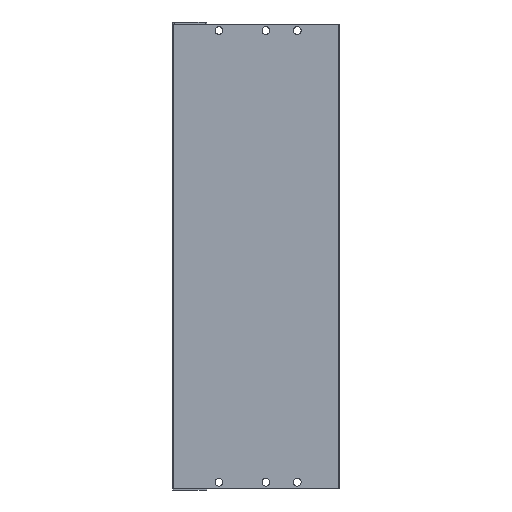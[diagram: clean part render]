
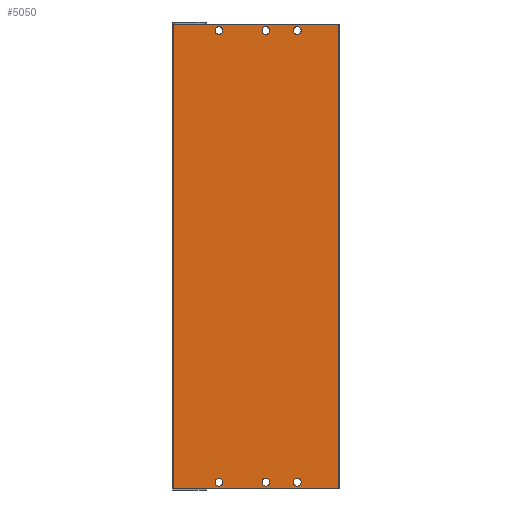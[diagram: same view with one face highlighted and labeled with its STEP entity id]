
A CAD part, front view. The second image highlights one B-rep face of the part: STEP entity #5050.
In plain terms, the highlighted planar face has unit normal (0, -1, 0).
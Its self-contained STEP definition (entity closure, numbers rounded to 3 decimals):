
#1 = CARTESIAN_POINT ( 'NONE',  ( 79.7, 0., -4. ) ) ;
#95 = CARTESIAN_POINT ( 'NONE',  ( 29.7, 0., -1.5 ) ) ;
#153 = EDGE_CURVE ( 'NONE', #589, #12243, #13460, .T. ) ;
#235 = CIRCLE ( 'NONE', #8915, 2.5 ) ;
#264 = CARTESIAN_POINT ( 'NONE',  ( 29.7, 0., -6.5 ) ) ;
#297 = CIRCLE ( 'NONE', #6363, 2.5 ) ;
#420 = CARTESIAN_POINT ( 'NONE',  ( 59.7, 0., -4. ) ) ;
#582 = DIRECTION ( 'NONE',  ( 0., 1., 0. ) ) ;
#589 = VERTEX_POINT ( 'NONE', #5010 ) ;
#817 = FACE_BOUND ( 'NONE', #2805, .T. ) ;
#975 = ORIENTED_EDGE ( 'NONE', *, *, #9535, .T. ) ;
#1056 = EDGE_LOOP ( 'NONE', ( #4382, #13464 ) ) ;
#1069 = AXIS2_PLACEMENT_3D ( 'NONE', #9453, #8570, #2392 ) ;
#1081 = VECTOR ( 'NONE', #13176, 1000. ) ;
#1155 = DIRECTION ( 'NONE',  ( 0., 0., -1. ) ) ;
#1379 = VERTEX_POINT ( 'NONE', #8059 ) ;
#1588 = AXIS2_PLACEMENT_3D ( 'NONE', #7784, #5605, #4782 ) ;
#1964 = DIRECTION ( 'NONE',  ( 0., 0., -1. ) ) ;
#2011 = CARTESIAN_POINT ( 'NONE',  ( 79.7, 0., -290. ) ) ;
#2016 = DIRECTION ( 'NONE',  ( 0., 0., 1. ) ) ;
#2179 = AXIS2_PLACEMENT_3D ( 'NONE', #5097, #10329, #1155 ) ;
#2392 = DIRECTION ( 'NONE',  ( 0., 0., -1. ) ) ;
#2405 = VECTOR ( 'NONE', #2016, 1000. ) ;
#2617 = CARTESIAN_POINT ( 'NONE',  ( 59.7, 0., -4. ) ) ;
#2680 = EDGE_CURVE ( 'NONE', #7181, #4985, #6146, .T. ) ;
#2805 = EDGE_LOOP ( 'NONE', ( #12934, #6951 ) ) ;
#2808 = EDGE_CURVE ( 'NONE', #9211, #6320, #3753, .T. ) ;
#2840 = EDGE_CURVE ( 'NONE', #4455, #9710, #6579, .T. ) ;
#2882 = CARTESIAN_POINT ( 'NONE',  ( 59.7, 0., -292.5 ) ) ;
#2931 = EDGE_CURVE ( 'NONE', #6947, #8281, #12672, .T. ) ;
#3293 = CARTESIAN_POINT ( 'NONE',  ( 59.7, 0., -292.5 ) ) ;
#3330 = AXIS2_PLACEMENT_3D ( 'NONE', #6553, #9621, #3501 ) ;
#3363 = ORIENTED_EDGE ( 'NONE', *, *, #10020, .T. ) ;
#3397 = EDGE_CURVE ( 'NONE', #12243, #589, #6343, .T. ) ;
#3501 = DIRECTION ( 'NONE',  ( 0., 0., -1. ) ) ;
#3545 = DIRECTION ( 'NONE',  ( 0., 0., -1. ) ) ;
#3596 = DIRECTION ( 'NONE',  ( 0., 1., 0. ) ) ;
#3753 = CIRCLE ( 'NONE', #7019, 2.5 ) ;
#3882 = DIRECTION ( 'NONE',  ( 0., 1., 0. ) ) ;
#4070 = FACE_BOUND ( 'NONE', #9527, .T. ) ;
#4073 = EDGE_CURVE ( 'NONE', #9771, #8719, #297, .T. ) ;
#4382 = ORIENTED_EDGE ( 'NONE', *, *, #4073, .T. ) ;
#4455 = VERTEX_POINT ( 'NONE', #95 ) ;
#4530 = EDGE_LOOP ( 'NONE', ( #11409, #6777 ) ) ;
#4782 = DIRECTION ( 'NONE',  ( 0., 0., -1. ) ) ;
#4985 = VERTEX_POINT ( 'NONE', #11834 ) ;
#5010 = CARTESIAN_POINT ( 'NONE',  ( 29.7, 0., -295. ) ) ;
#5019 = FACE_BOUND ( 'NONE', #1056, .T. ) ;
#5050 = ADVANCED_FACE ( 'NONE', ( #7065, #11144, #9166, #817, #8150, #4070, #5019 ), #13249, .T. ) ;
#5055 = DIRECTION ( 'NONE',  ( 0., 0., -1. ) ) ;
#5097 = CARTESIAN_POINT ( 'NONE',  ( 29.7, 0., -292.5 ) ) ;
#5162 = CARTESIAN_POINT ( 'NONE',  ( 59.7, 0., -295. ) ) ;
#5186 = CIRCLE ( 'NONE', #1069, 2.5 ) ;
#5216 = VECTOR ( 'NONE', #9974, 1000. ) ;
#5546 = CARTESIAN_POINT ( 'NONE',  ( 0.5, 0., 0. ) ) ;
#5569 = AXIS2_PLACEMENT_3D ( 'NONE', #11918, #12996, #9599 ) ;
#5605 = DIRECTION ( 'NONE',  ( 0., 1., 0. ) ) ;
#5674 = CARTESIAN_POINT ( 'NONE',  ( 79.7, 0., -292.5 ) ) ;
#5759 = ORIENTED_EDGE ( 'NONE', *, *, #6547, .T. ) ;
#5827 = LINE ( 'NONE', #11125, #5216 ) ;
#5866 = EDGE_LOOP ( 'NONE', ( #975, #12241, #3363, #5759 ) ) ;
#6075 = ORIENTED_EDGE ( 'NONE', *, *, #9313, .T. ) ;
#6106 = LINE ( 'NONE', #10250, #1081 ) ;
#6146 = CIRCLE ( 'NONE', #3330, 2.5 ) ;
#6284 = AXIS2_PLACEMENT_3D ( 'NONE', #1, #8294, #7412 ) ;
#6320 = VERTEX_POINT ( 'NONE', #8176 ) ;
#6343 = CIRCLE ( 'NONE', #6993, 2.5 ) ;
#6363 = AXIS2_PLACEMENT_3D ( 'NONE', #5674, #582, #8800 ) ;
#6547 = EDGE_CURVE ( 'NONE', #12629, #11647, #8844, .T. ) ;
#6553 = CARTESIAN_POINT ( 'NONE',  ( 79.7, 0., -4. ) ) ;
#6579 = CIRCLE ( 'NONE', #1588, 2.5 ) ;
#6682 = ORIENTED_EDGE ( 'NONE', *, *, #10509, .T. ) ;
#6728 = DIRECTION ( 'NONE',  ( 0., 0., -1. ) ) ;
#6777 = ORIENTED_EDGE ( 'NONE', *, *, #3397, .T. ) ;
#6947 = VERTEX_POINT ( 'NONE', #7614 ) ;
#6951 = ORIENTED_EDGE ( 'NONE', *, *, #13274, .T. ) ;
#6993 = AXIS2_PLACEMENT_3D ( 'NONE', #13197, #3882, #13403 ) ;
#7019 = AXIS2_PLACEMENT_3D ( 'NONE', #2617, #8926, #10914 ) ;
#7065 = FACE_OUTER_BOUND ( 'NONE', #5866, .T. ) ;
#7181 = VERTEX_POINT ( 'NONE', #9305 ) ;
#7412 = DIRECTION ( 'NONE',  ( 0., 0., -1. ) ) ;
#7433 = DIRECTION ( 'NONE',  ( 0., 1., 0. ) ) ;
#7560 = EDGE_CURVE ( 'NONE', #8719, #9771, #10788, .T. ) ;
#7561 = CARTESIAN_POINT ( 'NONE',  ( 29.7, 0., -290. ) ) ;
#7614 = CARTESIAN_POINT ( 'NONE',  ( 59.7, 0., -290. ) ) ;
#7784 = CARTESIAN_POINT ( 'NONE',  ( 29.7, 0., -4. ) ) ;
#7963 = EDGE_CURVE ( 'NONE', #6320, #9211, #11444, .T. ) ;
#8011 = CIRCLE ( 'NONE', #6284, 2.5 ) ;
#8059 = CARTESIAN_POINT ( 'NONE',  ( 106.2, 0., -296.5 ) ) ;
#8150 = FACE_BOUND ( 'NONE', #4530, .T. ) ;
#8176 = CARTESIAN_POINT ( 'NONE',  ( 59.7, 0., -1.5 ) ) ;
#8277 = LINE ( 'NONE', #8477, #2405 ) ;
#8281 = VERTEX_POINT ( 'NONE', #5162 ) ;
#8294 = DIRECTION ( 'NONE',  ( 0., 1., 0. ) ) ;
#8368 = CARTESIAN_POINT ( 'NONE',  ( 59.7, 0., -6.5 ) ) ;
#8439 = VERTEX_POINT ( 'NONE', #12904 ) ;
#8477 = CARTESIAN_POINT ( 'NONE',  ( 106.2, 0., -296.5 ) ) ;
#8490 = EDGE_LOOP ( 'NONE', ( #9939, #12565 ) ) ;
#8570 = DIRECTION ( 'NONE',  ( 0., 1., 0. ) ) ;
#8719 = VERTEX_POINT ( 'NONE', #2011 ) ;
#8800 = DIRECTION ( 'NONE',  ( 0., 0., -1. ) ) ;
#8844 = LINE ( 'NONE', #9799, #9916 ) ;
#8915 = AXIS2_PLACEMENT_3D ( 'NONE', #3293, #7433, #11580 ) ;
#8926 = DIRECTION ( 'NONE',  ( 0., 1., 0. ) ) ;
#9166 = FACE_BOUND ( 'NONE', #8490, .T. ) ;
#9211 = VERTEX_POINT ( 'NONE', #8368 ) ;
#9305 = CARTESIAN_POINT ( 'NONE',  ( 79.7, 0., -6.5 ) ) ;
#9313 = EDGE_CURVE ( 'NONE', #9710, #4455, #5186, .T. ) ;
#9453 = CARTESIAN_POINT ( 'NONE',  ( 29.7, 0., -4. ) ) ;
#9527 = EDGE_LOOP ( 'NONE', ( #6682, #10407 ) ) ;
#9535 = EDGE_CURVE ( 'NONE', #11647, #1379, #6106, .T. ) ;
#9599 = DIRECTION ( 'NONE',  ( 0., 0., -1. ) ) ;
#9621 = DIRECTION ( 'NONE',  ( 0., 1., 0. ) ) ;
#9710 = VERTEX_POINT ( 'NONE', #264 ) ;
#9771 = VERTEX_POINT ( 'NONE', #11547 ) ;
#9799 = CARTESIAN_POINT ( 'NONE',  ( 0.5, 0., -296.5 ) ) ;
#9916 = VECTOR ( 'NONE', #3545, 1000. ) ;
#9939 = ORIENTED_EDGE ( 'NONE', *, *, #2808, .T. ) ;
#9974 = DIRECTION ( 'NONE',  ( -1., 0., 0. ) ) ;
#10020 = EDGE_CURVE ( 'NONE', #8439, #12629, #5827, .T. ) ;
#10044 = EDGE_CURVE ( 'NONE', #1379, #8439, #8277, .T. ) ;
#10084 = DIRECTION ( 'NONE',  ( 0., 1., 0. ) ) ;
#10242 = ORIENTED_EDGE ( 'NONE', *, *, #2840, .T. ) ;
#10250 = CARTESIAN_POINT ( 'NONE',  ( 0.5, 0., -296.5 ) ) ;
#10329 = DIRECTION ( 'NONE',  ( 0., 1., 0. ) ) ;
#10407 = ORIENTED_EDGE ( 'NONE', *, *, #2931, .T. ) ;
#10509 = EDGE_CURVE ( 'NONE', #8281, #6947, #235, .T. ) ;
#10772 = EDGE_LOOP ( 'NONE', ( #6075, #10242 ) ) ;
#10788 = CIRCLE ( 'NONE', #5569, 2.5 ) ;
#10914 = DIRECTION ( 'NONE',  ( 0., 0., -1. ) ) ;
#11125 = CARTESIAN_POINT ( 'NONE',  ( 0.5, 0., 0. ) ) ;
#11144 = FACE_BOUND ( 'NONE', #10772, .T. ) ;
#11210 = DIRECTION ( 'NONE',  ( 0., -1., 0. ) ) ;
#11409 = ORIENTED_EDGE ( 'NONE', *, *, #153, .T. ) ;
#11444 = CIRCLE ( 'NONE', #13395, 2.5 ) ;
#11547 = CARTESIAN_POINT ( 'NONE',  ( 79.7, 0., -295. ) ) ;
#11580 = DIRECTION ( 'NONE',  ( 0., 0., -1. ) ) ;
#11647 = VERTEX_POINT ( 'NONE', #13428 ) ;
#11834 = CARTESIAN_POINT ( 'NONE',  ( 79.7, 0., -1.5 ) ) ;
#11835 = AXIS2_PLACEMENT_3D ( 'NONE', #12233, #11210, #1964 ) ;
#11918 = CARTESIAN_POINT ( 'NONE',  ( 79.7, 0., -292.5 ) ) ;
#12233 = CARTESIAN_POINT ( 'NONE',  ( 0.5, 0., -296.5 ) ) ;
#12241 = ORIENTED_EDGE ( 'NONE', *, *, #10044, .T. ) ;
#12243 = VERTEX_POINT ( 'NONE', #7561 ) ;
#12565 = ORIENTED_EDGE ( 'NONE', *, *, #7963, .T. ) ;
#12629 = VERTEX_POINT ( 'NONE', #5546 ) ;
#12672 = CIRCLE ( 'NONE', #13097, 2.5 ) ;
#12904 = CARTESIAN_POINT ( 'NONE',  ( 106.2, 0., 0. ) ) ;
#12934 = ORIENTED_EDGE ( 'NONE', *, *, #2680, .T. ) ;
#12996 = DIRECTION ( 'NONE',  ( 0., 1., 0. ) ) ;
#13097 = AXIS2_PLACEMENT_3D ( 'NONE', #2882, #10084, #5055 ) ;
#13176 = DIRECTION ( 'NONE',  ( 1., 0., 0. ) ) ;
#13197 = CARTESIAN_POINT ( 'NONE',  ( 29.7, 0., -292.5 ) ) ;
#13249 = PLANE ( 'NONE',  #11835 ) ;
#13274 = EDGE_CURVE ( 'NONE', #4985, #7181, #8011, .T. ) ;
#13395 = AXIS2_PLACEMENT_3D ( 'NONE', #420, #3596, #6728 ) ;
#13403 = DIRECTION ( 'NONE',  ( 0., 0., -1. ) ) ;
#13428 = CARTESIAN_POINT ( 'NONE',  ( 0.5, 0., -296.5 ) ) ;
#13460 = CIRCLE ( 'NONE', #2179, 2.5 ) ;
#13464 = ORIENTED_EDGE ( 'NONE', *, *, #7560, .T. ) ;
